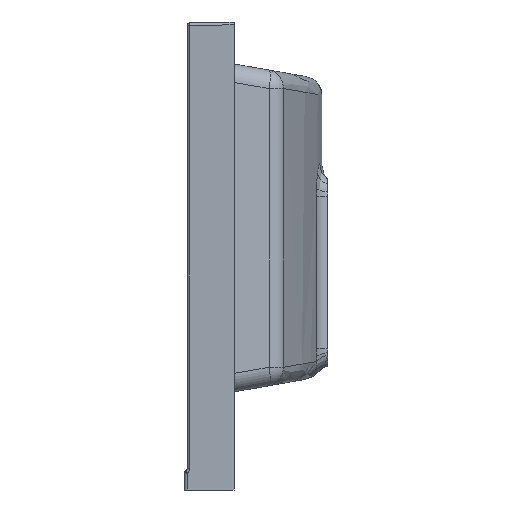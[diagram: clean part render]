
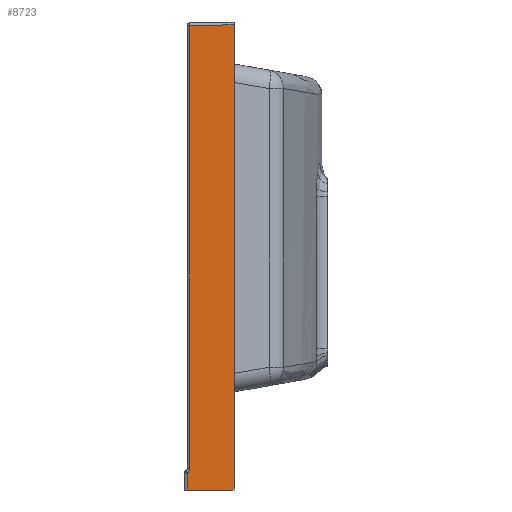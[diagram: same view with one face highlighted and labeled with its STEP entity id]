
A CAD part, left-side view. The second image highlights one B-rep face of the part: STEP entity #8723.
In plain terms, the highlighted planar face has unit normal (-1, 0.018, 0).
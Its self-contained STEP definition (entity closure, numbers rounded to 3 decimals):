
#79 = ORIENTED_EDGE ( 'NONE', *, *, #8460, .T. ) ;
#437 = CARTESIAN_POINT ( 'NONE',  ( -449.126, 0.052, -212.042 ) ) ;
#439 = CARTESIAN_POINT ( 'NONE',  ( -450., -50., 267. ) ) ;
#484 = EDGE_CURVE ( 'NONE', #4376, #1772, #2680, .T. ) ;
#1160 = CARTESIAN_POINT ( 'NONE',  ( -449.179, -2.948, -206.846 ) ) ;
#1284 = LINE ( 'NONE', #4250, #3508 ) ;
#1307 = CARTESIAN_POINT ( 'NONE',  ( -449.126, 0.052, -230. ) ) ;
#1315 = EDGE_CURVE ( 'NONE', #7346, #1772, #1284, .T. ) ;
#1405 = DIRECTION ( 'NONE',  ( -0.017, -1., 0. ) ) ;
#1480 = ORIENTED_EDGE ( 'NONE', *, *, #1315, .F. ) ;
#1506 = CARTESIAN_POINT ( 'NONE',  ( -449.849, -41.33, 266.849 ) ) ;
#1571 = LINE ( 'NONE', #4536, #3392 ) ;
#1772 = VERTEX_POINT ( 'NONE', #1307 ) ;
#2018 = VECTOR ( 'NONE', #4471, 1000. ) ;
#2135 = PLANE ( 'NONE',  #6535 ) ;
#2680 = LINE ( 'NONE', #5647, #8266 ) ;
#2815 = ORIENTED_EDGE ( 'NONE', *, *, #8616, .T. ) ;
#2871 = DIRECTION ( 'NONE',  ( 0., 0., -1. ) ) ;
#3275 = CARTESIAN_POINT ( 'NONE',  ( -450., -50., -230. ) ) ;
#3324 = ORIENTED_EDGE ( 'NONE', *, *, #484, .T. ) ;
#3392 = VECTOR ( 'NONE', #7506, 1000. ) ;
#3508 = VECTOR ( 'NONE', #7222, 1000. ) ;
#4127 = CARTESIAN_POINT ( 'NONE',  ( -449.179, -2.948, -209.042 ) ) ;
#4250 = CARTESIAN_POINT ( 'NONE',  ( -449.098, 1.694, -230. ) ) ;
#4258 =( BOUNDED_CURVE ( )  B_SPLINE_CURVE ( 3, ( #1160, #4127, #7104, #437 ),
 .UNSPECIFIED., .F., .T. ) 
 B_SPLINE_CURVE_WITH_KNOTS ( ( 4, 4 ),
 ( 3.142, 4.189 ),
 .UNSPECIFIED. ) 
 CURVE ( )  GEOMETRIC_REPRESENTATION_ITEM ( )  RATIONAL_B_SPLINE_CURVE ( ( 1., 0.911, 0.911, 1. ) ) 
 REPRESENTATION_ITEM ( '' )  );
#4376 = VERTEX_POINT ( 'NONE', #8676 ) ;
#4430 = EDGE_LOOP ( 'NONE', ( #2815, #3324, #1480, #7992, #79, #5586 ) ) ;
#4471 = DIRECTION ( 'NONE',  ( 0.017, 1., -0.017 ) ) ;
#4536 = CARTESIAN_POINT ( 'NONE',  ( -450., -50., -230. ) ) ;
#4883 = EDGE_CURVE ( 'NONE', #7346, #9507, #1571, .T. ) ;
#5104 = CARTESIAN_POINT ( 'NONE',  ( -450., -50., -230. ) ) ;
#5168 = VERTEX_POINT ( 'NONE', #9183 ) ;
#5586 = ORIENTED_EDGE ( 'NONE', *, *, #8365, .T. ) ;
#5647 = CARTESIAN_POINT ( 'NONE',  ( -449.126, 0.052, -230. ) ) ;
#6535 = AXIS2_PLACEMENT_3D ( 'NONE', #5104, #8065, #1405 ) ;
#6587 = LINE ( 'NONE', #9557, #9636 ) ;
#7104 = CARTESIAN_POINT ( 'NONE',  ( -449.16, -1.85, -210.944 ) ) ;
#7222 = DIRECTION ( 'NONE',  ( 0.017, 1., 0. ) ) ;
#7346 = VERTEX_POINT ( 'NONE', #3275 ) ;
#7378 = CARTESIAN_POINT ( 'NONE',  ( -449.179, -2.948, -206.846 ) ) ;
#7506 = DIRECTION ( 'NONE',  ( 0., 0., 1. ) ) ;
#7699 = VERTEX_POINT ( 'NONE', #7378 ) ;
#7992 = ORIENTED_EDGE ( 'NONE', *, *, #4883, .T. ) ;
#8065 = DIRECTION ( 'NONE',  ( -1., 0.017, 0. ) ) ;
#8169 = LINE ( 'NONE', #1506, #2018 ) ;
#8266 = VECTOR ( 'NONE', #8614, 1000. ) ;
#8365 = EDGE_CURVE ( 'NONE', #5168, #7699, #6587, .T. ) ;
#8460 = EDGE_CURVE ( 'NONE', #9507, #5168, #8169, .T. ) ;
#8614 = DIRECTION ( 'NONE',  ( 0., 0., -1. ) ) ;
#8616 = EDGE_CURVE ( 'NONE', #7699, #4376, #4258, .T. ) ;
#8676 = CARTESIAN_POINT ( 'NONE',  ( -449.126, 0.052, -212.042 ) ) ;
#8723 = ADVANCED_FACE ( 'NONE', ( #8800 ), #2135, .T. ) ;
#8800 = FACE_OUTER_BOUND ( 'NONE', #4430, .T. ) ;
#9183 = CARTESIAN_POINT ( 'NONE',  ( -449.179, -2.948, 266.179 ) ) ;
#9507 = VERTEX_POINT ( 'NONE', #439 ) ;
#9557 = CARTESIAN_POINT ( 'NONE',  ( -449.179, -2.948, -206.846 ) ) ;
#9636 = VECTOR ( 'NONE', #2871, 1000. ) ;
